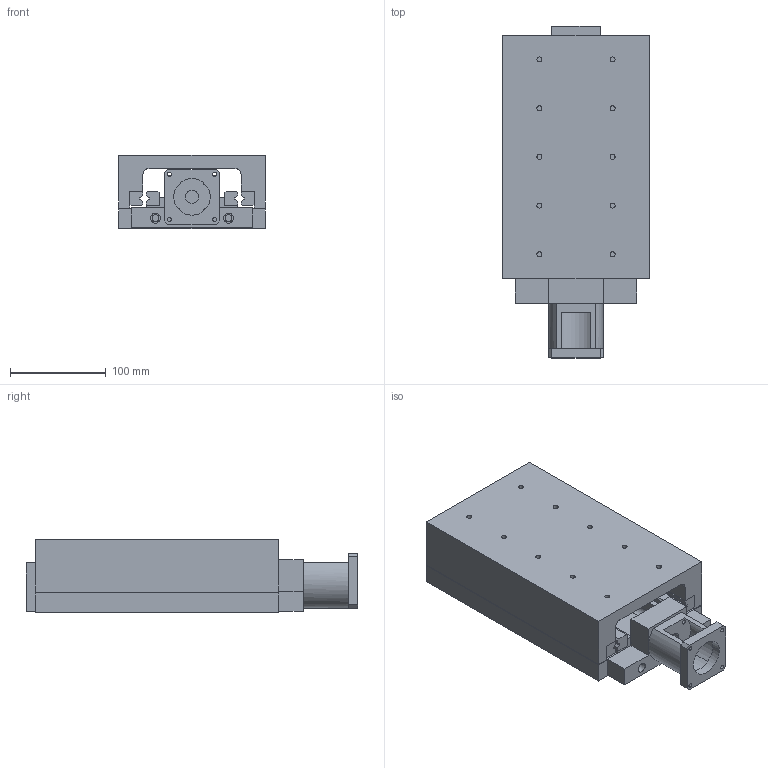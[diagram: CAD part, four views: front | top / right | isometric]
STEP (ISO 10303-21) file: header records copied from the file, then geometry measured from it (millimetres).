
FILE_DESCRIPTION((''),'2;1');
FILE_NAME('MLP6-10-6.stp','2003-11-19T00:04:38',('Raul'),(''),'Autodesk Inventor (tm) 5.3','Autodesk Inventor (tm) 5.3','');
FILE_SCHEMA(('CONFIG_CONTROL_DESIGN'));
Length unit declared in the file: inch
Products named in the file (10): MLP6-10-6; MLP6-10-6 PART1; MLP6-10-6 TOP-PLATE; MLP6-10-6 RAIL-1; MLP6-10-6 RAIL-2; MLP6-10-6 RAIL-3; MLP6-10-6 RAIL-4; MLP6-10-6 END-PLATE-A; MLP6-10-6 ~~MTRBRKT23; MLP6-10-6 END-PLATE-B
Assembly tree (9 placements, depth 2):
  MLP6-10-6
    MLP6-10-6 PART1
    MLP6-10-6 TOP-PLATE
    MLP6-10-6 RAIL-1
    MLP6-10-6 RAIL-2
    MLP6-10-6 RAIL-3
    MLP6-10-6 RAIL-4
    MLP6-10-6 END-PLATE-A
    MLP6-10-6 ~~MTRBRKT23
    MLP6-10-6 END-PLATE-B
Bounding box: 152.3 x 346.07 x 76.2 mm (x, y, z)
Volume: 2090377.7 mm3; surface area: 355289.2 mm2
Topology: 9 solids, 9 shells, 223 faces, 586 edges, 383 vertices
Faces by surface type: plane 127, bspline 80, cylinder 16
Entity records: 9214 total; most frequent: CARTESIAN_POINT 2479, ORIENTED_EDGE 1156, DIRECTION 1069, EDGE_CURVE 578, VECTOR 411, LINE 411, VERTEX_POINT 383, AXIS2_PLACEMENT_3D 329
